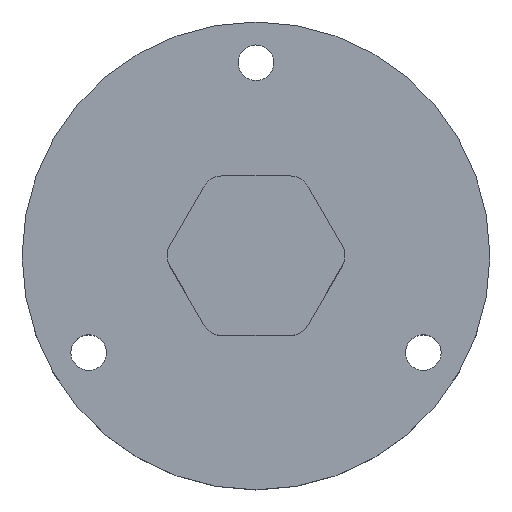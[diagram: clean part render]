
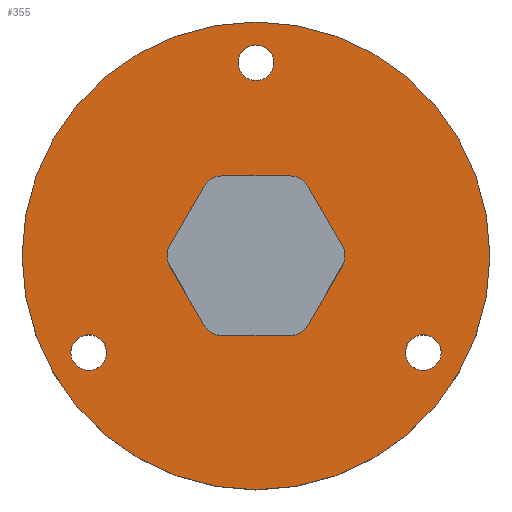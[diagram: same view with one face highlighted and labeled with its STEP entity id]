
A CAD part, top view. The second image highlights one B-rep face of the part: STEP entity #355.
In plain terms, the highlighted planar face has unit normal (0, 0, 1).
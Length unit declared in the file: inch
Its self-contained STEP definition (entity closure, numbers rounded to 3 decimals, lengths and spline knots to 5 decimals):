
#15=FACE_BOUND('',#68,.T.);
#16=FACE_BOUND('',#69,.T.);
#17=FACE_BOUND('',#70,.T.);
#18=FACE_BOUND('',#71,.T.);
#29=PLANE('',#408);
#48=FACE_OUTER_BOUND('',#67,.T.);
#67=EDGE_LOOP('',(#308));
#68=EDGE_LOOP('',(#309));
#69=EDGE_LOOP('',(#310));
#70=EDGE_LOOP('',(#311));
#71=EDGE_LOOP('',(#312,#313,#314,#315,#316,#317,#318,#319,#320,#321,#322,
#323));
#84=LINE('',#552,#112);
#89=LINE('',#566,#117);
#92=LINE('',#574,#120);
#95=LINE('',#582,#123);
#98=LINE('',#589,#126);
#102=LINE('',#609,#130);
#112=VECTOR('',#440,0.3937);
#117=VECTOR('',#455,0.3937);
#120=VECTOR('',#464,0.3937);
#123=VECTOR('',#473,0.3937);
#126=VECTOR('',#482,0.3937);
#130=VECTOR('',#506,0.3937);
#133=CIRCLE('',#373,0.0625);
#139=CIRCLE('',#382,0.0625);
#140=CIRCLE('',#384,0.0625);
#141=CIRCLE('',#387,0.0625);
#142=CIRCLE('',#390,0.0625);
#143=CIRCLE('',#393,0.0625);
#145=CIRCLE('',#397,0.0545);
#147=CIRCLE('',#400,0.0545);
#149=CIRCLE('',#403,0.0545);
#150=CIRCLE('',#406,0.71875);
#154=VERTEX_POINT('',#523);
#155=VERTEX_POINT('',#525);
#166=VERTEX_POINT('',#551);
#167=VERTEX_POINT('',#555);
#168=VERTEX_POINT('',#559);
#169=VERTEX_POINT('',#561);
#170=VERTEX_POINT('',#565);
#171=VERTEX_POINT('',#569);
#172=VERTEX_POINT('',#573);
#173=VERTEX_POINT('',#577);
#174=VERTEX_POINT('',#581);
#175=VERTEX_POINT('',#585);
#177=VERTEX_POINT('',#593);
#179=VERTEX_POINT('',#599);
#181=VERTEX_POINT('',#605);
#182=VERTEX_POINT('',#611);
#186=EDGE_CURVE('',#154,#155,#133,.F.);
#199=EDGE_CURVE('',#166,#155,#84,.T.);
#201=EDGE_CURVE('',#166,#167,#139,.F.);
#204=EDGE_CURVE('',#168,#169,#140,.F.);
#206=EDGE_CURVE('',#170,#169,#89,.T.);
#208=EDGE_CURVE('',#170,#171,#141,.F.);
#210=EDGE_CURVE('',#172,#171,#92,.T.);
#212=EDGE_CURVE('',#172,#173,#142,.F.);
#214=EDGE_CURVE('',#174,#173,#95,.T.);
#216=EDGE_CURVE('',#174,#175,#143,.F.);
#218=EDGE_CURVE('',#154,#175,#98,.T.);
#221=EDGE_CURVE('',#177,#177,#145,.T.);
#224=EDGE_CURVE('',#179,#179,#147,.T.);
#227=EDGE_CURVE('',#181,#181,#149,.T.);
#228=EDGE_CURVE('',#168,#167,#102,.T.);
#229=EDGE_CURVE('',#182,#182,#150,.T.);
#308=ORIENTED_EDGE('',*,*,#229,.T.);
#309=ORIENTED_EDGE('',*,*,#221,.T.);
#310=ORIENTED_EDGE('',*,*,#224,.T.);
#311=ORIENTED_EDGE('',*,*,#227,.T.);
#312=ORIENTED_EDGE('',*,*,#214,.T.);
#313=ORIENTED_EDGE('',*,*,#212,.F.);
#314=ORIENTED_EDGE('',*,*,#210,.T.);
#315=ORIENTED_EDGE('',*,*,#208,.F.);
#316=ORIENTED_EDGE('',*,*,#206,.T.);
#317=ORIENTED_EDGE('',*,*,#204,.F.);
#318=ORIENTED_EDGE('',*,*,#228,.T.);
#319=ORIENTED_EDGE('',*,*,#201,.F.);
#320=ORIENTED_EDGE('',*,*,#199,.T.);
#321=ORIENTED_EDGE('',*,*,#186,.F.);
#322=ORIENTED_EDGE('',*,*,#218,.T.);
#323=ORIENTED_EDGE('',*,*,#216,.F.);
#355=ADVANCED_FACE('',(#48,#15,#16,#17,#18),#29,.T.);
#373=AXIS2_PLACEMENT_3D('',#526,#417,#418);
#382=AXIS2_PLACEMENT_3D('',#556,#444,#445);
#384=AXIS2_PLACEMENT_3D('',#562,#450,#451);
#387=AXIS2_PLACEMENT_3D('',#570,#459,#460);
#390=AXIS2_PLACEMENT_3D('',#578,#468,#469);
#393=AXIS2_PLACEMENT_3D('',#586,#477,#478);
#397=AXIS2_PLACEMENT_3D('',#595,#488,#489);
#400=AXIS2_PLACEMENT_3D('',#601,#495,#496);
#403=AXIS2_PLACEMENT_3D('',#607,#502,#503);
#406=AXIS2_PLACEMENT_3D('',#612,#509,#510);
#408=AXIS2_PLACEMENT_3D('',#616,#514,#515);
#417=DIRECTION('center_axis',(0.,0.,-1.));
#418=DIRECTION('ref_axis',(1.,0.,0.));
#440=DIRECTION('',(0.5,-0.866,0.));
#444=DIRECTION('center_axis',(0.,0.,-1.));
#445=DIRECTION('ref_axis',(0.5,0.866,0.));
#450=DIRECTION('center_axis',(0.,0.,-1.));
#451=DIRECTION('ref_axis',(-0.5,0.866,0.));
#455=DIRECTION('',(0.5,0.866,0.));
#459=DIRECTION('center_axis',(0.,0.,-1.));
#460=DIRECTION('ref_axis',(-1.,0.,0.));
#464=DIRECTION('',(-0.5,0.866,0.));
#468=DIRECTION('center_axis',(0.,0.,-1.));
#469=DIRECTION('ref_axis',(-0.5,-0.866,0.));
#473=DIRECTION('',(-1.,0.,0.));
#477=DIRECTION('center_axis',(0.,0.,-1.));
#478=DIRECTION('ref_axis',(0.5,-0.866,0.));
#482=DIRECTION('',(-0.5,-0.866,0.));
#488=DIRECTION('center_axis',(0.,0.,-1.));
#489=DIRECTION('ref_axis',(-1.,0.,0.));
#495=DIRECTION('center_axis',(0.,0.,-1.));
#496=DIRECTION('ref_axis',(-1.,0.,0.));
#502=DIRECTION('center_axis',(0.,0.,-1.));
#503=DIRECTION('ref_axis',(-1.,0.,0.));
#506=DIRECTION('',(1.,0.,0.));
#509=DIRECTION('center_axis',(0.,0.,1.));
#510=DIRECTION('ref_axis',(1.,0.,0.));
#514=DIRECTION('center_axis',(0.,0.,1.));
#515=DIRECTION('ref_axis',(1.,0.,0.));
#523=CARTESIAN_POINT('',(0.26486,-0.03125,0.25));
#525=CARTESIAN_POINT('',(0.26486,0.03125,0.25));
#526=CARTESIAN_POINT('Origin',(0.21073,0.,0.25));
#551=CARTESIAN_POINT('',(0.15949,0.21375,0.25));
#552=CARTESIAN_POINT('',(0.2829,0.,0.25));
#555=CARTESIAN_POINT('',(0.10537,0.245,0.25));
#556=CARTESIAN_POINT('Origin',(0.10537,0.1825,0.25));
#559=CARTESIAN_POINT('',(-0.10537,0.245,0.25));
#561=CARTESIAN_POINT('',(-0.15949,0.21375,0.25));
#562=CARTESIAN_POINT('Origin',(-0.10537,0.1825,0.25));
#565=CARTESIAN_POINT('',(-0.26486,0.03125,0.25));
#566=CARTESIAN_POINT('',(-0.14145,0.245,0.25));
#569=CARTESIAN_POINT('',(-0.26486,-0.03125,0.25));
#570=CARTESIAN_POINT('Origin',(-0.21073,0.,0.25));
#573=CARTESIAN_POINT('',(-0.15949,-0.21375,0.25));
#574=CARTESIAN_POINT('',(-0.2829,0.,0.25));
#577=CARTESIAN_POINT('',(-0.10537,-0.245,0.25));
#578=CARTESIAN_POINT('Origin',(-0.10537,-0.1825,0.25));
#581=CARTESIAN_POINT('',(0.10537,-0.245,0.25));
#582=CARTESIAN_POINT('',(-0.14145,-0.245,0.25));
#585=CARTESIAN_POINT('',(0.15949,-0.21375,0.25));
#586=CARTESIAN_POINT('Origin',(0.10537,-0.1825,0.25));
#589=CARTESIAN_POINT('',(0.14145,-0.245,0.25));
#593=CARTESIAN_POINT('',(0.5687,-0.29688,0.25));
#595=CARTESIAN_POINT('Origin',(0.5142,-0.29688,0.25));
#599=CARTESIAN_POINT('',(-0.4597,-0.29688,0.25));
#601=CARTESIAN_POINT('Origin',(-0.5142,-0.29688,0.25));
#605=CARTESIAN_POINT('',(0.0545,0.59375,0.25));
#607=CARTESIAN_POINT('Origin',(0.,0.59375,0.25));
#609=CARTESIAN_POINT('',(0.14145,0.245,0.25));
#611=CARTESIAN_POINT('',(-0.71875,0.,0.25));
#612=CARTESIAN_POINT('Origin',(0.,0.,0.25));
#616=CARTESIAN_POINT('Origin',(0.,0.,0.25));
